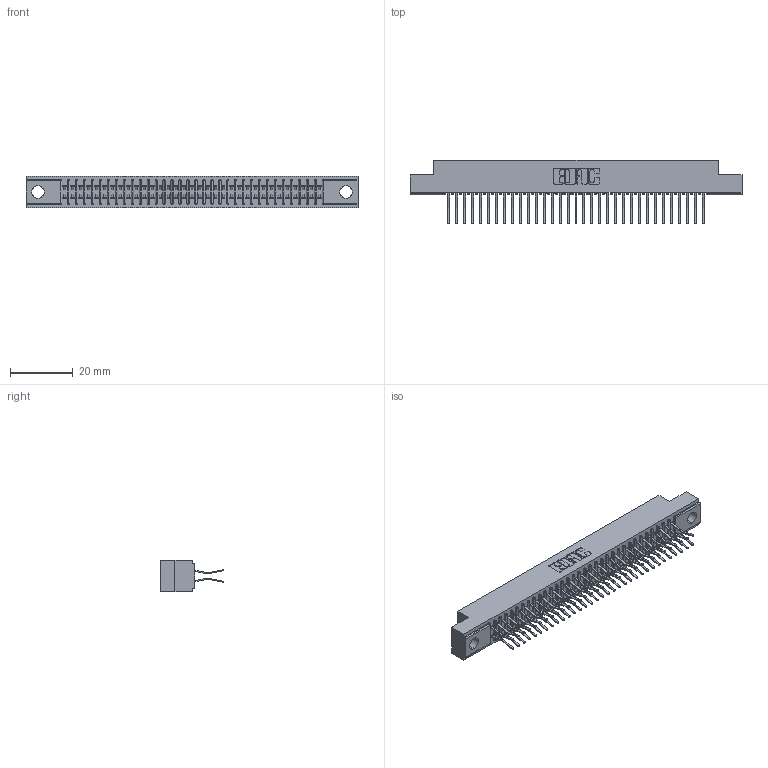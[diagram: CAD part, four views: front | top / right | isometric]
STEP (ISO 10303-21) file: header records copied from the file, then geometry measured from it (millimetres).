
FILE_DESCRIPTION (( 'STEP AP203' ), '1' );
FILE_NAME ('341-066-560-204.STEP', '2018-08-07T18:53:11', ( '' ), ( '' ), 'SwSTEP 2.0', 'SolidWorks 2016', '' );
FILE_SCHEMA (( 'CONFIG_CONTROL_DESIGN' ));
Length unit declared in the file: inch
Products named in the file (3): 341 Part_.156 (3.96) Dia Mounting Holes; 341-292-001_341-292-160; 341-066-560-204
Assembly tree (67 placements, depth 2):
  341-066-560-204
    341 Part_.156 (3.96) Dia Mounting Holes
    341-292-001_341-292-160  x66
Bounding box: 106.05 x 20.37 x 10.16 mm (x, y, z)
Volume: 7782.5 mm3; surface area: 13905.8 mm2
Topology: 67 solids, 67 shells, 4750 faces, 13783 edges, 8942 vertices
Faces by surface type: plane 2722, cylinder 1896, sphere 68, torus 64
Entity records: 41694 total; most frequent: CARTESIAN_POINT 6937, ORIENTED_EDGE 6890, DIRECTION 6735, EDGE_CURVE 3445, LINE 2775, VECTOR 2775, VERTEX_POINT 2182, AXIS2_PLACEMENT_3D 1980
